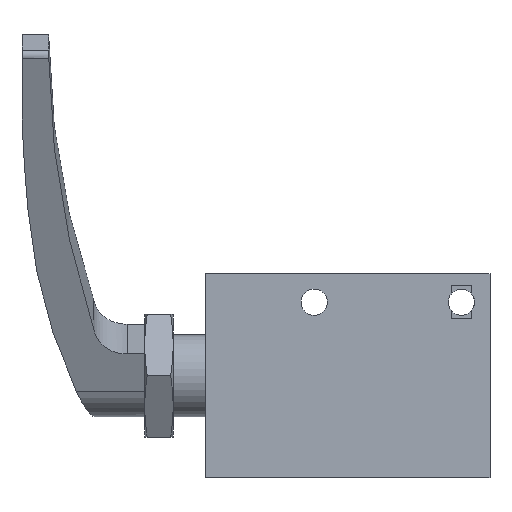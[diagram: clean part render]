
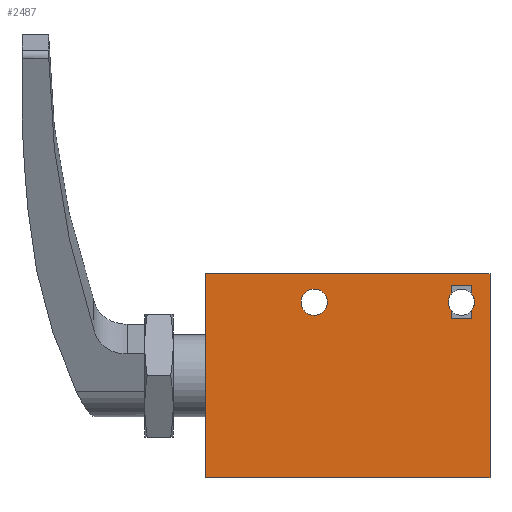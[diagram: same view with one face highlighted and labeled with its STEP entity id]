
A CAD part, left-side view. The second image highlights one B-rep face of the part: STEP entity #2487.
In plain terms, the highlighted face is planar.
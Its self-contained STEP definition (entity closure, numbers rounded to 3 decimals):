
#67=PLANE('',#2730);
#188=CIRCLE('',#2679,3.2);
#190=CIRCLE('',#2682,3.2);
#232=CIRCLE('',#2731,3.2);
#425=ORIENTED_EDGE('',*,*,#1143,.T.);
#426=ORIENTED_EDGE('',*,*,#1144,.F.);
#427=ORIENTED_EDGE('',*,*,#1064,.T.);
#428=ORIENTED_EDGE('',*,*,#1145,.F.);
#429=ORIENTED_EDGE('',*,*,#1146,.F.);
#430=ORIENTED_EDGE('',*,*,#1147,.F.);
#431=ORIENTED_EDGE('',*,*,#1059,.T.);
#432=ORIENTED_EDGE('',*,*,#1148,.F.);
#433=ORIENTED_EDGE('',*,*,#1149,.F.);
#434=ORIENTED_EDGE('',*,*,#1134,.T.);
#435=ORIENTED_EDGE('',*,*,#1085,.T.);
#436=ORIENTED_EDGE('',*,*,#1139,.T.);
#437=ORIENTED_EDGE('',*,*,#1142,.T.);
#1059=EDGE_CURVE('',#1424,#1423,#188,.F.);
#1064=EDGE_CURVE('',#1429,#1428,#190,.F.);
#1085=EDGE_CURVE('',#1447,#1446,#1679,.T.);
#1134=EDGE_CURVE('',#1495,#1447,#1696,.T.);
#1139=EDGE_CURVE('',#1446,#1498,#1699,.T.);
#1142=EDGE_CURVE('',#1498,#1495,#1700,.T.);
#1143=EDGE_CURVE('',#1501,#1501,#232,.T.);
#1144=EDGE_CURVE('',#1429,#1502,#1701,.T.);
#1145=EDGE_CURVE('',#1503,#1428,#1702,.T.);
#1146=EDGE_CURVE('',#1504,#1503,#1703,.T.);
#1147=EDGE_CURVE('',#1424,#1504,#1704,.T.);
#1148=EDGE_CURVE('',#1505,#1423,#1705,.T.);
#1149=EDGE_CURVE('',#1502,#1505,#1706,.T.);
#1423=VERTEX_POINT('',#3792);
#1424=VERTEX_POINT('',#3794);
#1428=VERTEX_POINT('',#3809);
#1429=VERTEX_POINT('',#3811);
#1446=VERTEX_POINT('',#3857);
#1447=VERTEX_POINT('',#3859);
#1495=VERTEX_POINT('',#3957);
#1498=VERTEX_POINT('',#3965);
#1501=VERTEX_POINT('',#3975);
#1502=VERTEX_POINT('',#3977);
#1503=VERTEX_POINT('',#3979);
#1504=VERTEX_POINT('',#3981);
#1505=VERTEX_POINT('',#3984);
#1679=LINE('',#3858,#1863);
#1696=LINE('',#3956,#1880);
#1699=LINE('',#3966,#1883);
#1700=LINE('',#3972,#1884);
#1701=LINE('',#3976,#1885);
#1702=LINE('',#3978,#1886);
#1703=LINE('',#3980,#1887);
#1704=LINE('',#3982,#1888);
#1705=LINE('',#3983,#1889);
#1706=LINE('',#3985,#1890);
#1863=VECTOR('',#3034,1000.);
#1880=VECTOR('',#3117,1000.);
#1883=VECTOR('',#3126,1000.);
#1884=VECTOR('',#3133,1000.);
#1885=VECTOR('',#3138,1000.);
#1886=VECTOR('',#3139,1000.);
#1887=VECTOR('',#3140,1000.);
#1888=VECTOR('',#3141,1000.);
#1889=VECTOR('',#3142,1000.);
#1890=VECTOR('',#3143,1000.);
#2047=EDGE_LOOP('',(#425));
#2048=EDGE_LOOP('',(#426,#427,#428,#429,#430,#431,#432,#433));
#2049=EDGE_LOOP('',(#434,#435,#436,#437));
#2246=FACE_BOUND('',#2047,.T.);
#2247=FACE_BOUND('',#2048,.T.);
#2248=FACE_BOUND('',#2049,.T.);
#2487=ADVANCED_FACE('',(#2246,#2247,#2248),#67,.T.);
#2679=AXIS2_PLACEMENT_3D('',#3793,#2994,#2995);
#2682=AXIS2_PLACEMENT_3D('',#3810,#3002,#3003);
#2730=AXIS2_PLACEMENT_3D('',#3973,#3134,#3135);
#2731=AXIS2_PLACEMENT_3D('',#3974,#3136,#3137);
#2994=DIRECTION('',(0.,0.,1.));
#2995=DIRECTION('',(1.,0.,0.));
#3002=DIRECTION('',(0.,0.,1.));
#3003=DIRECTION('',(1.,0.,0.));
#3034=DIRECTION('',(0.,-1.,0.));
#3117=DIRECTION('',(-1.,0.,0.));
#3126=DIRECTION('',(1.,0.,0.));
#3133=DIRECTION('',(0.,1.,0.));
#3134=DIRECTION('',(0.,0.,1.));
#3135=DIRECTION('',(1.,0.,0.));
#3136=DIRECTION('',(0.,0.,-1.));
#3137=DIRECTION('',(-1.,0.,0.));
#3138=DIRECTION('',(1.,0.,0.));
#3139=DIRECTION('',(1.,0.,0.));
#3140=DIRECTION('',(0.,-1.,0.));
#3141=DIRECTION('',(-1.,0.,0.));
#3142=DIRECTION('',(-1.,0.,0.));
#3143=DIRECTION('',(0.,1.,0.));
#3792=CARTESIAN_POINT('',(19.997,9.5,25.2));
#3793=CARTESIAN_POINT('',(18.,7.,25.2));
#3794=CARTESIAN_POINT('',(16.003,9.5,25.2));
#3809=CARTESIAN_POINT('',(16.003,4.5,25.2));
#3810=CARTESIAN_POINT('',(18.,7.,25.2));
#3811=CARTESIAN_POINT('',(19.997,4.5,25.2));
#3857=CARTESIAN_POINT('',(-25.,0.,25.2));
#3858=CARTESIAN_POINT('',(-25.,69.5,25.2));
#3859=CARTESIAN_POINT('',(-25.,69.5,25.2));
#3956=CARTESIAN_POINT('',(25.,69.5,25.2));
#3957=CARTESIAN_POINT('',(25.,69.5,25.2));
#3965=CARTESIAN_POINT('',(25.,0.,25.2));
#3966=CARTESIAN_POINT('',(-25.,0.,25.2));
#3972=CARTESIAN_POINT('',(25.,0.,25.2));
#3973=CARTESIAN_POINT('',(0.,0.,25.2));
#3974=CARTESIAN_POINT('',(18.,43.,25.2));
#3975=CARTESIAN_POINT('',(14.8,43.,25.2));
#3976=CARTESIAN_POINT('',(13.95,4.5,25.2));
#3977=CARTESIAN_POINT('',(22.05,4.5,25.2));
#3978=CARTESIAN_POINT('',(13.95,4.5,25.2));
#3979=CARTESIAN_POINT('',(13.95,4.5,25.2));
#3980=CARTESIAN_POINT('',(13.95,9.5,25.2));
#3981=CARTESIAN_POINT('',(13.95,9.5,25.2));
#3982=CARTESIAN_POINT('',(22.05,9.5,25.2));
#3983=CARTESIAN_POINT('',(22.05,9.5,25.2));
#3984=CARTESIAN_POINT('',(22.05,9.5,25.2));
#3985=CARTESIAN_POINT('',(22.05,4.5,25.2));
